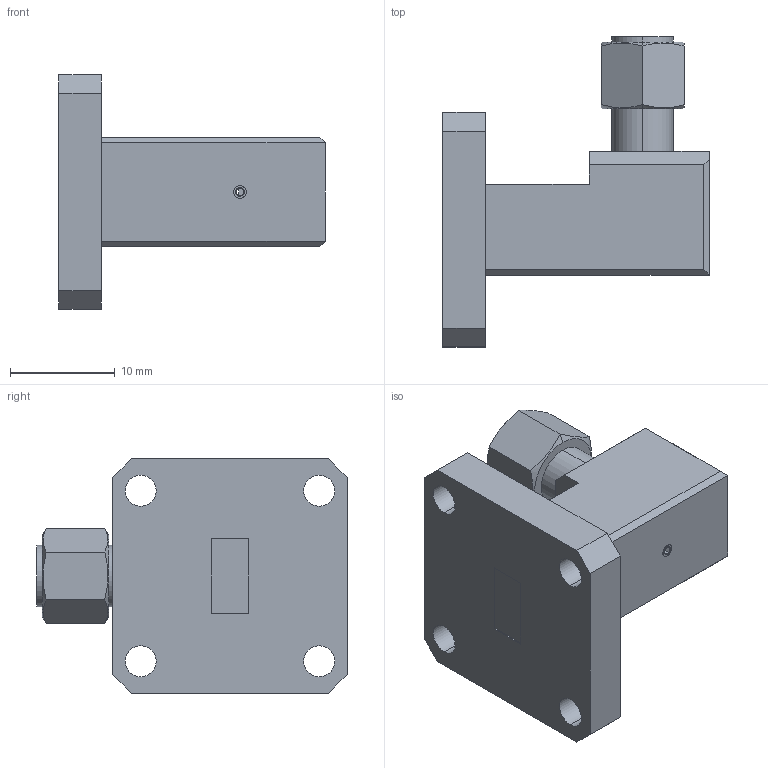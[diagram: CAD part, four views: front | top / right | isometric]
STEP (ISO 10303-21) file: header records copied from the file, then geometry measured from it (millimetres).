
FILE_DESCRIPTION (( 'STEP AP203' ), '1' );
FILE_NAME ('SWC-28KM-R1-1530.STEP', '2018-11-06T17:16:55', ( '' ), ( '' ), 'SwSTEP 2.0', 'SolidWorks 2016', '' );
FILE_SCHEMA (( 'CONFIG_CONTROL_DESIGN' ));
Length unit declared in the file: inch
Products named in the file (1): SWC-28KM-R1-1530
Bounding box: 25.4 x 29.58 x 22.35 mm (x, y, z)
Surface area: 2837 mm2 (no closed solid volume)
Topology: 0 solids, 6 shells, 86 faces, 213 edges, 136 vertices
Faces by surface type: plane 52, cone 18, cylinder 16
Entity records: 2749 total; most frequent: CARTESIAN_POINT 631, DIRECTION 423, ORIENTED_EDGE 390, EDGE_CURVE 213, AXIS2_PLACEMENT_3D 150, VERTEX_POINT 136, VECTOR 123, LINE 123
